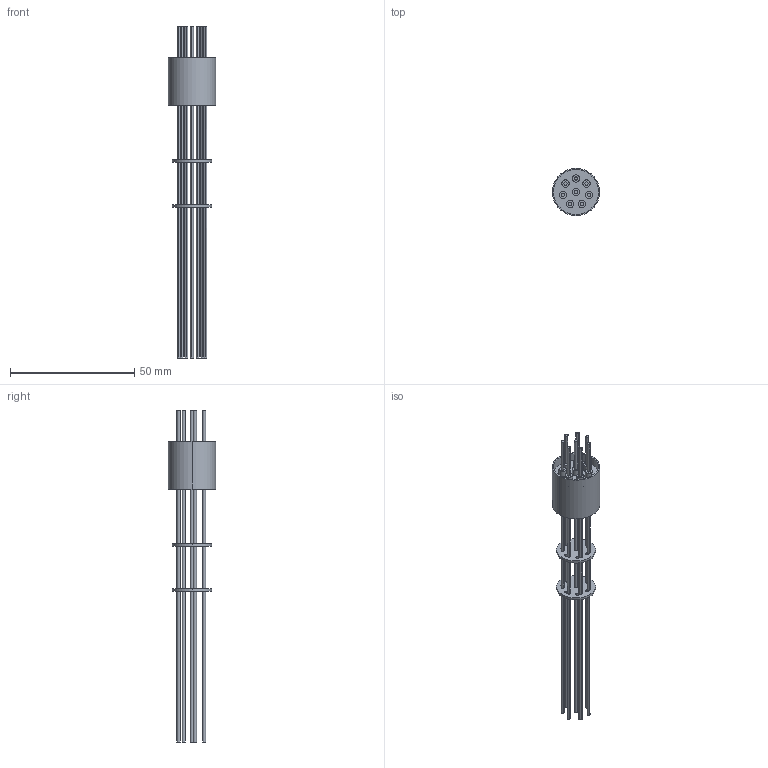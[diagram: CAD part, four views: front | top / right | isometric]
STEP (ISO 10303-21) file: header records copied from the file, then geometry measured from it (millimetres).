
FILE_DESCRIPTION (( 'STEP AP203' ), '1' );
FILE_NAME ('A0860-3-W.STEP', '2013-05-09T12:26:55', ( '' ), ( '' ), 'SwSTEP 2.0', 'SolidWorks 2012', '' );
FILE_SCHEMA (( 'CONFIG_CONTROL_DESIGN' ));
Length unit declared in the file: inch
Products named in the file (1): A0860-3-W
Bounding box: 18.97 x 18.97 x 133.35 mm (x, y, z)
Volume: 3489.1 mm3; surface area: 8630.8 mm2
Topology: 1 solids, 4 shells, 264 faces, 692 edges, 456 vertices
Faces by surface type: cylinder 174, plane 56, cone 18, bspline 16
Entity records: 8757 total; most frequent: CARTESIAN_POINT 1701, DIRECTION 1630, ORIENTED_EDGE 1384, AXIS2_PLACEMENT_3D 705, EDGE_CURVE 692, VERTEX_POINT 456, CIRCLE 456, EDGE_LOOP 346
